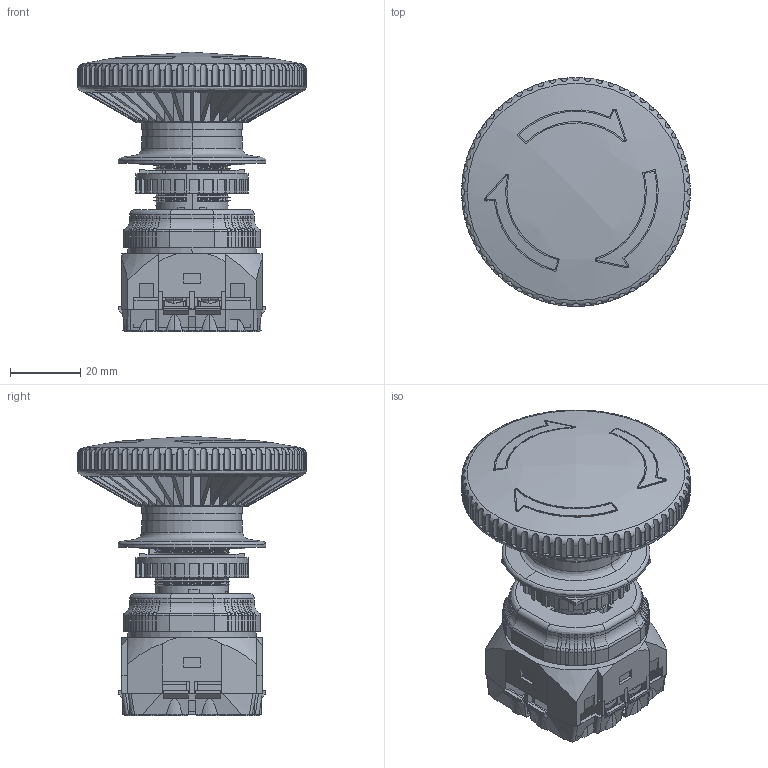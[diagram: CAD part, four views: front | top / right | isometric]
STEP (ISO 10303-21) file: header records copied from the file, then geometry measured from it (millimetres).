
FILE_DESCRIPTION (( 'STEP AP203' ), '1' );
FILE_NAME ('AR22VPR-12R.step', '2022-08-18T16:10:37', ( '' ), ( '' ), 'SwSTEP 2.0', 'SolidWorks 2021', '' );
FILE_SCHEMA (( 'CONFIG_CONTROL_DESIGN' ));
Products named in the file (1): AR22VPR-12R
Bounding box: 65 x 65 x 79.4 mm (x, y, z)
Volume: 71021.3 mm3; surface area: 61376.8 mm2
Topology: 26 solids, 26 shells, 2720 faces, 7534 edges, 4950 vertices
Faces by surface type: plane 1757, cylinder 782, bspline 115, cone 66
Entity records: 93447 total; most frequent: CARTESIAN_POINT 25389, ORIENTED_EDGE 15068, DIRECTION 12935, EDGE_CURVE 7534, VERTEX_POINT 4950, LINE 4899, VECTOR 4899, AXIS2_PLACEMENT_3D 4018
